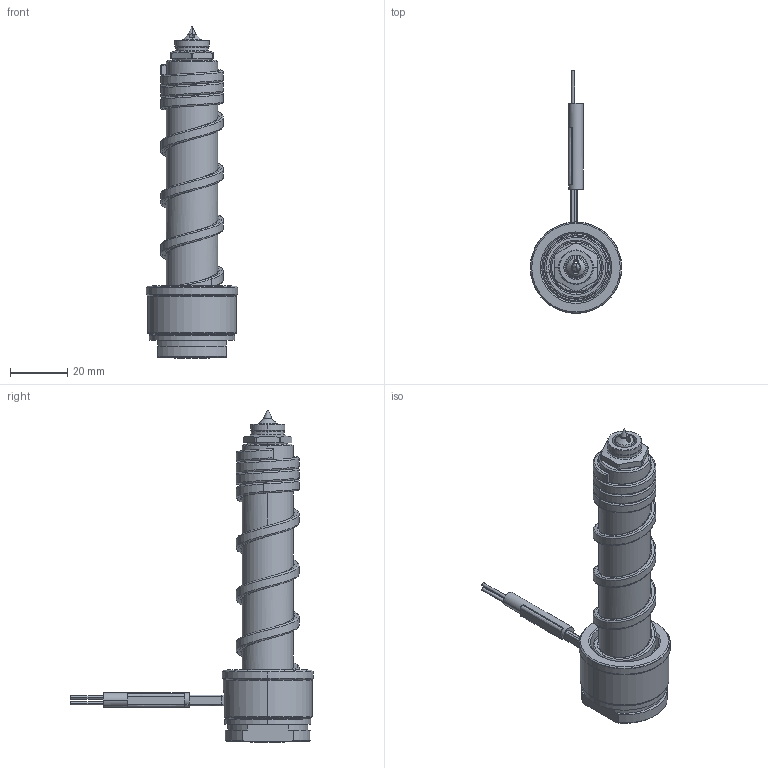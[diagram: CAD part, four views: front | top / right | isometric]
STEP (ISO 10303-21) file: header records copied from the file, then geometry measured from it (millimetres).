
FILE_DESCRIPTION((''),'2;1');
FILE_NAME('SM-116-BKS-N','2014-02-12T',('Íàòàëüÿ'),('IMID'),'PRO/ENGINEER BY PARAMETRIC TECHNOLOGY CORPORATION, 2010480','PRO/ENGINEER BY PARAMETRIC TECHNOLOGY CORPORATION, 2010480','');
FILE_SCHEMA(('CONFIG_CONTROL_DESIGN'));
Length unit declared in the file: millimetre
Products named in the file (1): SM-116-BKS-N
Bounding box: 32 x 85 x 116.2 mm (x, y, z)
Volume: 37733.1 mm3; surface area: 20200.4 mm2
Topology: 1 solids, 9 shells, 336 faces, 859 edges, 508 vertices
Faces by surface type: cylinder 117, cone 64, bspline 55, plane 52, torus 32, revolution 9, extrusion 7
Entity records: 18030 total; most frequent: CARTESIAN_POINT 10258, ORIENTED_EDGE 1674, DIRECTION 1523, EDGE_CURVE 849, AXIS2_PLACEMENT_3D 606, VERTEX_POINT 508, EDGE_LOOP 359, CIRCLE 340
